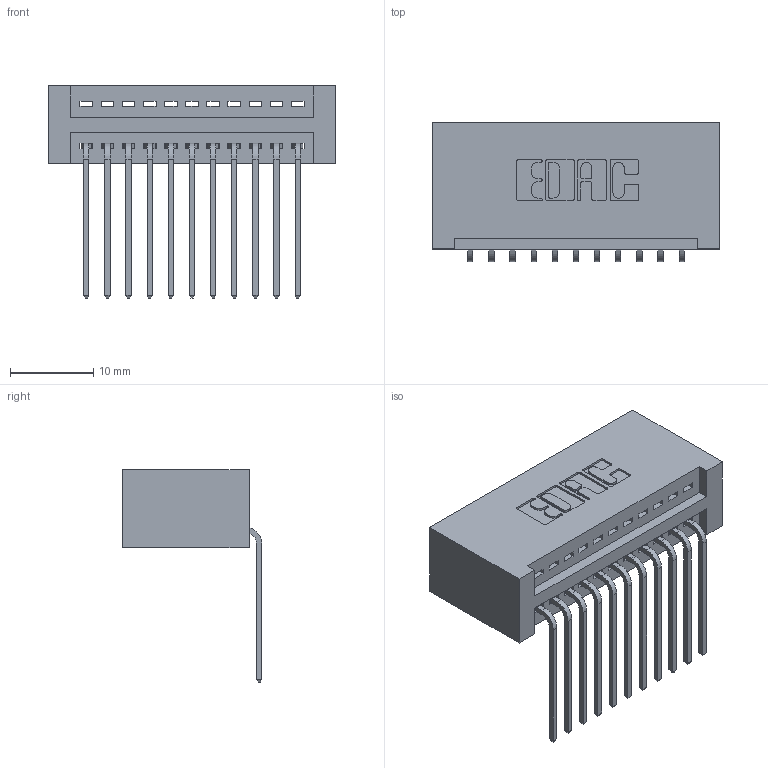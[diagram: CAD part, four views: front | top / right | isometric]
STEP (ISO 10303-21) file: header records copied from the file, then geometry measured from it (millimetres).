
FILE_DESCRIPTION (( 'STEP AP203' ), '1' );
FILE_NAME ('345-011-559-101.STEP', '2019-10-04T00:32:24', ( '' ), ( '' ), 'SwSTEP 2.0', 'SolidWorks 2016', '' );
FILE_SCHEMA (( 'CONFIG_CONTROL_DESIGN' ));
Length unit declared in the file: inch
Products named in the file (3): 345 Part_No Mounting Lugs; 345-292-001_558 559 Tail - 1; 345-011-559-101
Assembly tree (12 placements, depth 2):
  345-011-559-101
    345 Part_No Mounting Lugs
    345-292-001_558 559 Tail - 1  x11
Bounding box: 34.54 x 16.75 x 25.53 mm (x, y, z)
Volume: 3648.1 mm3; surface area: 4832.2 mm2
Topology: 12 solids, 12 shells, 778 faces, 2319 edges, 1530 vertices
Faces by surface type: plane 538, cylinder 240
Entity records: 12259 total; most frequent: CARTESIAN_POINT 2133, ORIENTED_EDGE 2078, DIRECTION 1901, EDGE_CURVE 1039, LINE 871, VECTOR 871, VERTEX_POINT 690, AXIS2_PLACEMENT_3D 515
